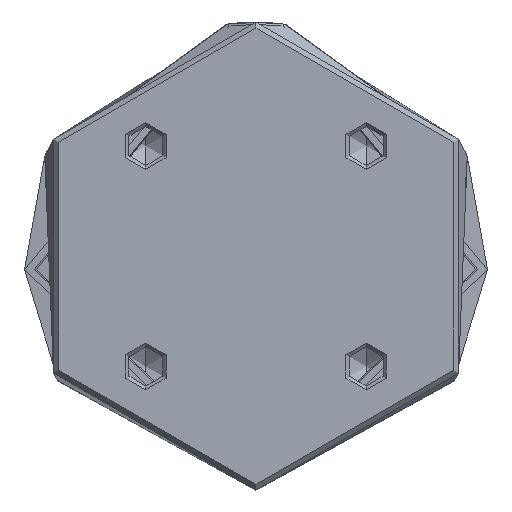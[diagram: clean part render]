
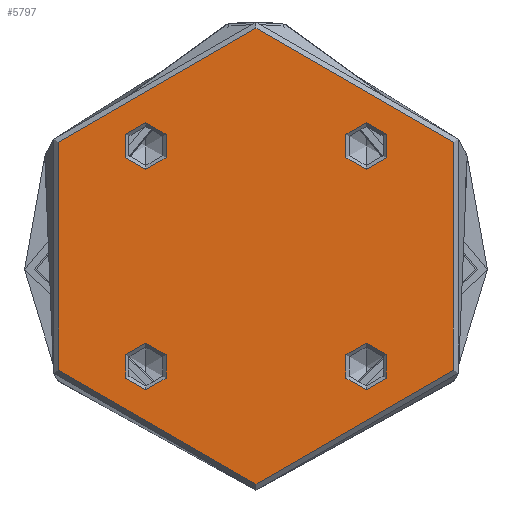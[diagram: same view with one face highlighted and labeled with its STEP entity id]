
A CAD part, front view. The second image highlights one B-rep face of the part: STEP entity #5797.
In plain terms, the highlighted face is planar.
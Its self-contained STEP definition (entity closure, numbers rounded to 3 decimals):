
#29 = EDGE_CURVE ( 'NONE', #189, #2850, #6055, .T. ) ;
#146 = CARTESIAN_POINT ( 'NONE',  ( 28.284, 28.284, 0. ) ) ;
#189 = VERTEX_POINT ( 'NONE', #3592 ) ;
#373 = CARTESIAN_POINT ( 'NONE',  ( -28.284, 28.284, 0. ) ) ;
#447 = CARTESIAN_POINT ( 'NONE',  ( 28.284, 28.284, 0. ) ) ;
#541 = FACE_BOUND ( 'NONE', #6564, .T. ) ;
#558 = ORIENTED_EDGE ( 'NONE', *, *, #604, .T. ) ;
#604 = EDGE_CURVE ( 'NONE', #2850, #189, #6446, .T. ) ;
#650 = CIRCLE ( 'NONE', #1289, 6. ) ;
#684 = AXIS2_PLACEMENT_3D ( 'NONE', #6185, #6161, #6130 ) ;
#702 = AXIS2_PLACEMENT_3D ( 'NONE', #5429, #1714, #6048 ) ;
#771 = DIRECTION ( 'NONE',  ( 1., 0., 0. ) ) ;
#1002 = DIRECTION ( 'NONE',  ( -1., 0., 0. ) ) ;
#1076 = DIRECTION ( 'NONE',  ( 1., 0., 0. ) ) ;
#1082 = EDGE_CURVE ( 'NONE', #8005, #4844, #4350, .T. ) ;
#1102 = AXIS2_PLACEMENT_3D ( 'NONE', #1248, #5611, #1904 ) ;
#1248 = CARTESIAN_POINT ( 'NONE',  ( 28.284, -28.284, 0. ) ) ;
#1289 = AXIS2_PLACEMENT_3D ( 'NONE', #146, #4516, #771 ) ;
#1493 = AXIS2_PLACEMENT_3D ( 'NONE', #6585, #6611, #6637 ) ;
#1622 = AXIS2_PLACEMENT_3D ( 'NONE', #447, #4822, #1076 ) ;
#1626 = ORIENTED_EDGE ( 'NONE', *, *, #6195, .F. ) ;
#1714 = DIRECTION ( 'NONE',  ( 0., 0., -1. ) ) ;
#1724 = VERTEX_POINT ( 'NONE', #3361 ) ;
#1904 = DIRECTION ( 'NONE',  ( 1., 0., 0. ) ) ;
#1954 = CIRCLE ( 'NONE', #5379, 6. ) ;
#1957 = AXIS2_PLACEMENT_3D ( 'NONE', #6902, #3166, #7495 ) ;
#2230 = FACE_BOUND ( 'NONE', #6945, .T. ) ;
#2546 = CARTESIAN_POINT ( 'NONE',  ( -22.284, -28.284, 0. ) ) ;
#2576 = EDGE_CURVE ( 'NONE', #7195, #5741, #5468, .T. ) ;
#2653 = CARTESIAN_POINT ( 'NONE',  ( 28.284, -28.284, 0. ) ) ;
#2671 = ORIENTED_EDGE ( 'NONE', *, *, #3204, .T. ) ;
#2729 = VERTEX_POINT ( 'NONE', #6999 ) ;
#2771 = ORIENTED_EDGE ( 'NONE', *, *, #29, .T. ) ;
#2850 = VERTEX_POINT ( 'NONE', #3849 ) ;
#2872 = EDGE_CURVE ( 'NONE', #5741, #7195, #650, .T. ) ;
#2954 = ORIENTED_EDGE ( 'NONE', *, *, #2872, .F. ) ;
#3092 = CARTESIAN_POINT ( 'NONE',  ( 0., 0., 0. ) ) ;
#3120 = EDGE_CURVE ( 'NONE', #7650, #1724, #3219, .T. ) ;
#3166 = DIRECTION ( 'NONE',  ( 0., 0., 1. ) ) ;
#3204 = EDGE_CURVE ( 'NONE', #1724, #7650, #4458, .T. ) ;
#3219 = CIRCLE ( 'NONE', #6313, 6. ) ;
#3289 = DIRECTION ( 'NONE',  ( 1., 0., 0. ) ) ;
#3361 = CARTESIAN_POINT ( 'NONE',  ( -22.284, 28.284, 0. ) ) ;
#3419 = CARTESIAN_POINT ( 'NONE',  ( 22.284, 28.284, 0. ) ) ;
#3517 = VERTEX_POINT ( 'NONE', #5585 ) ;
#3592 = CARTESIAN_POINT ( 'NONE',  ( -58.5, 0., 0. ) ) ;
#3713 = DIRECTION ( 'NONE',  ( 0., 0., -1. ) ) ;
#3804 = CARTESIAN_POINT ( 'NONE',  ( 34.284, 28.284, 0. ) ) ;
#3849 = CARTESIAN_POINT ( 'NONE',  ( 58.5, 0., 0. ) ) ;
#3895 = EDGE_LOOP ( 'NONE', ( #4770, #1626 ) ) ;
#3992 = DIRECTION ( 'NONE',  ( 0., 0., 1. ) ) ;
#4069 = DIRECTION ( 'NONE',  ( -1., 0., 0. ) ) ;
#4092 = EDGE_LOOP ( 'NONE', ( #5024, #2671 ) ) ;
#4321 = AXIS2_PLACEMENT_3D ( 'NONE', #3092, #3713, #8034 ) ;
#4350 = CIRCLE ( 'NONE', #4942, 6. ) ;
#4458 = CIRCLE ( 'NONE', #702, 6. ) ;
#4516 = DIRECTION ( 'NONE',  ( 0., 0., 1. ) ) ;
#4669 = CARTESIAN_POINT ( 'NONE',  ( -34.284, -28.284, 0. ) ) ;
#4748 = DIRECTION ( 'NONE',  ( 0., 0., -1. ) ) ;
#4770 = ORIENTED_EDGE ( 'NONE', *, *, #1082, .F. ) ;
#4822 = DIRECTION ( 'NONE',  ( 0., 0., 1. ) ) ;
#4844 = VERTEX_POINT ( 'NONE', #2546 ) ;
#4942 = AXIS2_PLACEMENT_3D ( 'NONE', #7182, #3992, #4069 ) ;
#5024 = ORIENTED_EDGE ( 'NONE', *, *, #3120, .T. ) ;
#5126 = EDGE_CURVE ( 'NONE', #2729, #3517, #1954, .T. ) ;
#5321 = CIRCLE ( 'NONE', #1957, 6. ) ;
#5379 = AXIS2_PLACEMENT_3D ( 'NONE', #2653, #7011, #3289 ) ;
#5429 = CARTESIAN_POINT ( 'NONE',  ( -28.284, 28.284, 0. ) ) ;
#5468 = CIRCLE ( 'NONE', #1622, 6. ) ;
#5527 = FACE_BOUND ( 'NONE', #3895, .T. ) ;
#5585 = CARTESIAN_POINT ( 'NONE',  ( 34.284, -28.284, 0. ) ) ;
#5611 = DIRECTION ( 'NONE',  ( 0., 0., -1. ) ) ;
#5702 = ORIENTED_EDGE ( 'NONE', *, *, #2576, .F. ) ;
#5721 = FACE_BOUND ( 'NONE', #4092, .T. ) ;
#5741 = VERTEX_POINT ( 'NONE', #3419 ) ;
#5797 = ADVANCED_FACE ( 'NONE', ( #5527, #5721, #2230, #541, #6995 ), #6827, .F. ) ;
#6048 = DIRECTION ( 'NONE',  ( -1., 0., 0. ) ) ;
#6055 = CIRCLE ( 'NONE', #684, 58.5 ) ;
#6096 = EDGE_CURVE ( 'NONE', #3517, #2729, #7724, .T. ) ;
#6130 = DIRECTION ( 'NONE',  ( 1., 0., 0. ) ) ;
#6161 = DIRECTION ( 'NONE',  ( 0., 0., 1. ) ) ;
#6185 = CARTESIAN_POINT ( 'NONE',  ( 0., 0., 0. ) ) ;
#6195 = EDGE_CURVE ( 'NONE', #4844, #8005, #5321, .T. ) ;
#6313 = AXIS2_PLACEMENT_3D ( 'NONE', #373, #4748, #1002 ) ;
#6389 = ORIENTED_EDGE ( 'NONE', *, *, #6096, .T. ) ;
#6446 = CIRCLE ( 'NONE', #1493, 58.5 ) ;
#6458 = EDGE_LOOP ( 'NONE', ( #2771, #558 ) ) ;
#6564 = EDGE_LOOP ( 'NONE', ( #5702, #2954 ) ) ;
#6585 = CARTESIAN_POINT ( 'NONE',  ( 0., 0., 0. ) ) ;
#6611 = DIRECTION ( 'NONE',  ( 0., 0., 1. ) ) ;
#6637 = DIRECTION ( 'NONE',  ( 1., 0., 0. ) ) ;
#6827 = PLANE ( 'NONE',  #4321 ) ;
#6902 = CARTESIAN_POINT ( 'NONE',  ( -28.284, -28.284, 0. ) ) ;
#6945 = EDGE_LOOP ( 'NONE', ( #6389, #7626 ) ) ;
#6995 = FACE_OUTER_BOUND ( 'NONE', #6458, .T. ) ;
#6999 = CARTESIAN_POINT ( 'NONE',  ( 22.284, -28.284, 0. ) ) ;
#7011 = DIRECTION ( 'NONE',  ( 0., 0., -1. ) ) ;
#7182 = CARTESIAN_POINT ( 'NONE',  ( -28.284, -28.284, 0. ) ) ;
#7195 = VERTEX_POINT ( 'NONE', #3804 ) ;
#7495 = DIRECTION ( 'NONE',  ( -1., 0., 0. ) ) ;
#7626 = ORIENTED_EDGE ( 'NONE', *, *, #5126, .T. ) ;
#7650 = VERTEX_POINT ( 'NONE', #8058 ) ;
#7724 = CIRCLE ( 'NONE', #1102, 6. ) ;
#8005 = VERTEX_POINT ( 'NONE', #4669 ) ;
#8034 = DIRECTION ( 'NONE',  ( -1., 0., 0. ) ) ;
#8058 = CARTESIAN_POINT ( 'NONE',  ( -34.284, 28.284, 0. ) ) ;
